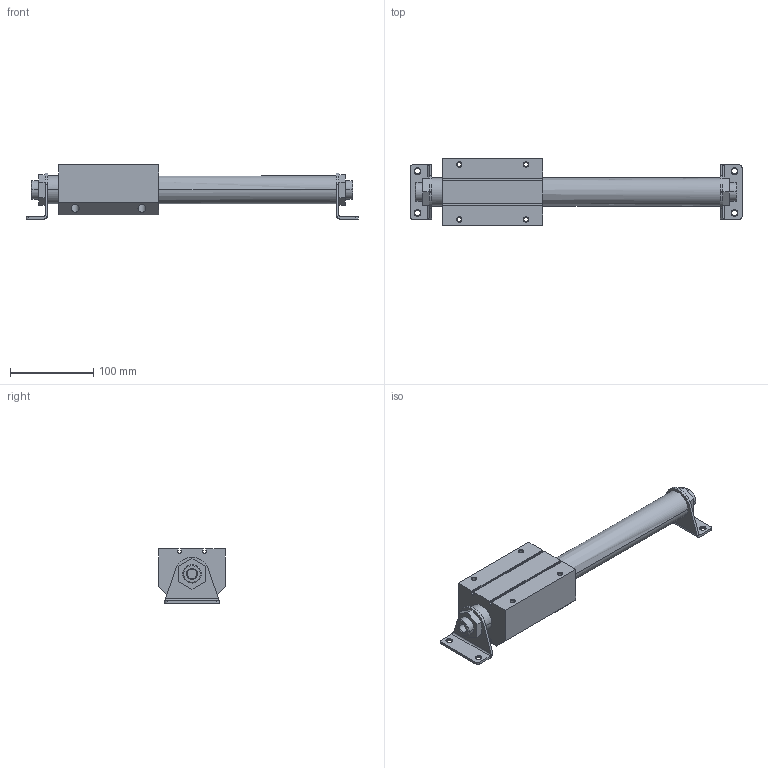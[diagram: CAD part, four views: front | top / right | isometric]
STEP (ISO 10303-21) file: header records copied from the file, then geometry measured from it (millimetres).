
FILE_DESCRIPTION((''),'2;1');
FILE_NAME('MFCP32X100LA.STEP','2012-11-23T13:48:10',('Administrator'),(''),'CADlook_v9.0','Cimatron E 8.0','');
FILE_SCHEMA(('AUTOMOTIVE_DESIGN { 1 2 10303 214 0 1 1 1 }'));
Length unit declared in the file: millimetre
Bounding box: 398 x 80 x 65 mm (x, y, z)
Volume: 770315.1 mm3; surface area: 117721.2 mm2
Topology: 2 solids, 2 shells, 167 faces, 431 edges, 280 vertices
Faces by surface type: plane 78, cylinder 47, cone 38, bspline 4
Full cylindrical faces by diameter (mm): 5.2 x4, 9.5 x4
Entity records: 7152 total; most frequent: CARTESIAN_POINT 1635, DIRECTION 879, ORIENTED_EDGE 838, EDGE_CURVE 419, AXIS2_PLACEMENT_3D 312, VERTEX_POINT 280, VECTOR 255, LINE 255
